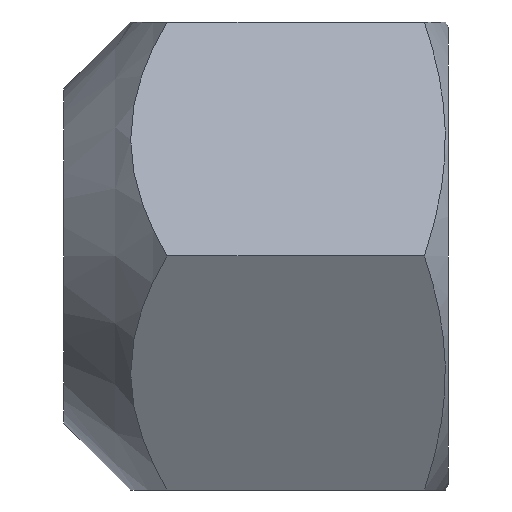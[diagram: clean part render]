
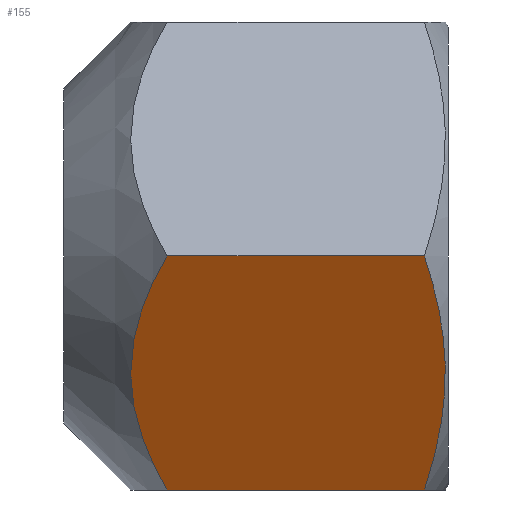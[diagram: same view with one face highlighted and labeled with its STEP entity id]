
A CAD part, left-side view. The second image highlights one B-rep face of the part: STEP entity #155.
In plain terms, the highlighted planar face has unit normal (-0.866, 0, -0.5).
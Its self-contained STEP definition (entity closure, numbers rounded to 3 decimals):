
#94 = VERTEX_POINT ( 'NONE', #335 ) ;
#95 = VERTEX_POINT ( 'NONE', #334 ) ;
#97 = EDGE_CURVE ( 'NONE', #95, #94, #319, .T. ) ;
#149 = EDGE_CURVE ( 'NONE', #95, #170, #454, .T. ) ;
#152 = ORIENTED_EDGE ( 'NONE', *, *, #149, .F. ) ;
#153 = ORIENTED_EDGE ( 'NONE', *, *, #171, .T. ) ;
#154 = EDGE_LOOP ( 'NONE', ( #159, #156, #153, #152 ) ) ;
#155 = ADVANCED_FACE ( 'NONE', ( #431 ), #435, .F. ) ;
#156 = ORIENTED_EDGE ( 'NONE', *, *, #157, .T. ) ;
#157 = EDGE_CURVE ( 'NONE', #94, #172, #485, .T. ) ;
#159 = ORIENTED_EDGE ( 'NONE', *, *, #97, .T. ) ;
#170 = VERTEX_POINT ( 'NONE', #467 ) ;
#171 = EDGE_CURVE ( 'NONE', #172, #170, #522, .T. ) ;
#172 = VERTEX_POINT ( 'NONE', #463 ) ;
#319 = B_SPLINE_CURVE_WITH_KNOTS ( 'NONE', 3,
 ( #369, #368, #367, #366, #365, #364, #363, #362, #361, #360, #359, #358 ),
 .UNSPECIFIED., .F., .F.,
 ( 4, 2, 2, 2, 2, 4 ),
 ( 0., 0.002, 0.003, 0.004, 0.006, 0.008 ),
 .UNSPECIFIED. ) ;
#334 = CARTESIAN_POINT ( 'NONE',  ( -8.083, 8.417, 0. ) ) ;
#335 = CARTESIAN_POINT ( 'NONE',  ( -4.041, 8.417, -7. ) ) ;
#358 = CARTESIAN_POINT ( 'NONE',  ( -4.041, 8.417, -7. ) ) ;
#359 = CARTESIAN_POINT ( 'NONE',  ( -4.359, 8.735, -6.45 ) ) ;
#360 = CARTESIAN_POINT ( 'NONE',  ( -4.686, 9.007, -5.883 ) ) ;
#361 = CARTESIAN_POINT ( 'NONE',  ( -5.37, 9.395, -4.699 ) ) ;
#362 = CARTESIAN_POINT ( 'NONE',  ( -5.717, 9.501, -4.098 ) ) ;
#363 = CARTESIAN_POINT ( 'NONE',  ( -6.246, 9.499, -3.182 ) ) ;
#364 = CARTESIAN_POINT ( 'NONE',  ( -6.425, 9.471, -2.872 ) ) ;
#365 = CARTESIAN_POINT ( 'NONE',  ( -6.772, 9.366, -2.27 ) ) ;
#366 = CARTESIAN_POINT ( 'NONE',  ( -6.943, 9.289, -1.975 ) ) ;
#367 = CARTESIAN_POINT ( 'NONE',  ( -7.444, 9.001, -1.106 ) ) ;
#368 = CARTESIAN_POINT ( 'NONE',  ( -7.767, 8.733, -0.547 ) ) ;
#369 = CARTESIAN_POINT ( 'NONE',  ( -8.083, 8.417, 0. ) ) ;
#430 = AXIS2_PLACEMENT_3D ( 'NONE', #488, #487, #486 ) ;
#431 = FACE_OUTER_BOUND ( 'NONE', #154, .T. ) ;
#435 = PLANE ( 'NONE',  #430 ) ;
#439 = VECTOR ( 'NONE', #452, 1000. ) ;
#452 = DIRECTION ( 'NONE',  ( 0., -1., 0. ) ) ;
#453 = CARTESIAN_POINT ( 'NONE',  ( -8.083, 11.5, 0. ) ) ;
#454 = LINE ( 'NONE', #453, #439 ) ;
#463 = CARTESIAN_POINT ( 'NONE',  ( -4.041, 0.712, -7. ) ) ;
#467 = CARTESIAN_POINT ( 'NONE',  ( -8.083, 0.712, 0. ) ) ;
#482 = DIRECTION ( 'NONE',  ( 0., -1., 0. ) ) ;
#483 = VECTOR ( 'NONE', #482, 1000. ) ;
#484 = CARTESIAN_POINT ( 'NONE',  ( -4.041, 11.5, -7. ) ) ;
#485 = LINE ( 'NONE', #484, #483 ) ;
#486 = DIRECTION ( 'NONE',  ( 0.5, 0., -0.866 ) ) ;
#487 = DIRECTION ( 'NONE',  ( 0.866, 0., 0.5 ) ) ;
#488 = CARTESIAN_POINT ( 'NONE',  ( -4.041, 11.5, -7. ) ) ;
#507 = CARTESIAN_POINT ( 'NONE',  ( -8.083, 0.712, 0. ) ) ;
#508 = CARTESIAN_POINT ( 'NONE',  ( -7.753, 0.521, -0.572 ) ) ;
#509 = CARTESIAN_POINT ( 'NONE',  ( -7.419, 0.364, -1.149 ) ) ;
#510 = CARTESIAN_POINT ( 'NONE',  ( -6.914, 0.2, -2.025 ) ) ;
#511 = CARTESIAN_POINT ( 'NONE',  ( -6.744, 0.158, -2.319 ) ) ;
#512 = CARTESIAN_POINT ( 'NONE',  ( -6.403, 0.101, -2.91 ) ) ;
#513 = CARTESIAN_POINT ( 'NONE',  ( -6.23, 0.086, -3.209 ) ) ;
#514 = CARTESIAN_POINT ( 'NONE',  ( -5.715, 0.087, -4.102 ) ) ;
#515 = CARTESIAN_POINT ( 'NONE',  ( -5.375, 0.147, -4.69 ) ) ;
#516 = CARTESIAN_POINT ( 'NONE',  ( -4.704, 0.364, -5.853 ) ) ;
#517 = CARTESIAN_POINT ( 'NONE',  ( -4.371, 0.521, -6.429 ) ) ;
#518 = CARTESIAN_POINT ( 'NONE',  ( -4.041, 0.712, -7. ) ) ;
#522 = B_SPLINE_CURVE_WITH_KNOTS ( 'NONE', 3,
 ( #518, #517, #516, #515, #514, #513, #512, #511, #510, #509, #508, #507 ),
 .UNSPECIFIED., .F., .F.,
 ( 4, 2, 2, 2, 2, 4 ),
 ( 0., 0.002, 0.004, 0.005, 0.006, 0.008 ),
 .UNSPECIFIED. ) ;
